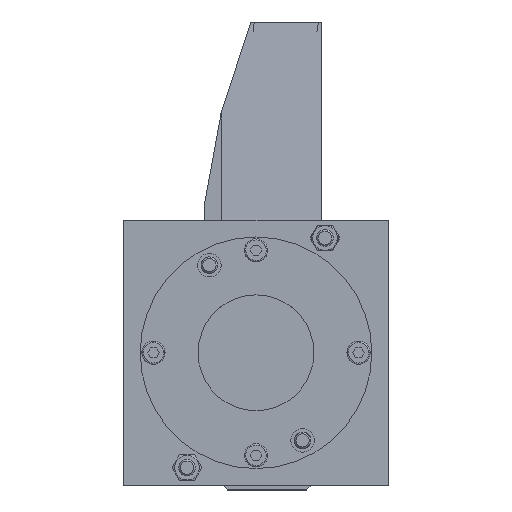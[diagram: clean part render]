
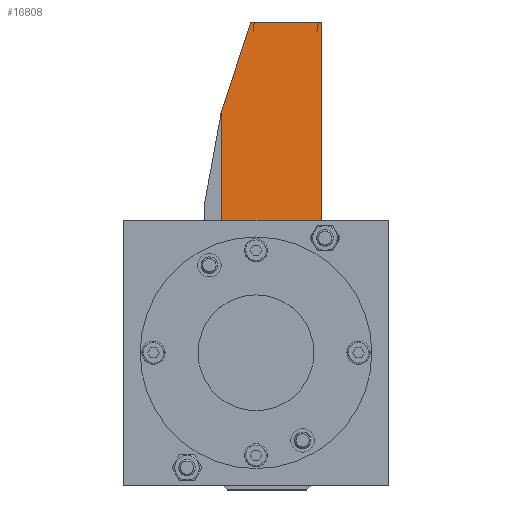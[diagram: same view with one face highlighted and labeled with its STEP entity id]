
A CAD part, top view. The second image highlights one B-rep face of the part: STEP entity #16808.
In plain terms, the highlighted planar face has unit normal (0, 0.083, 0.997).
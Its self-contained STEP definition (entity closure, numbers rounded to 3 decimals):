
#16 = ORIENTED_EDGE ( 'NONE', *, *, #27758, .F. ) ;
#797 = VECTOR ( 'NONE', #13166, 1000. ) ;
#1195 = CARTESIAN_POINT ( 'NONE',  ( -6.4, 24.875, 65.4 ) ) ;
#1255 = CARTESIAN_POINT ( 'NONE',  ( -6.4, 84.875, 60.4 ) ) ;
#1961 = VECTOR ( 'NONE', #28404, 1000. ) ;
#4461 = CARTESIAN_POINT ( 'NONE',  ( -6.4, 57.375, 62.692 ) ) ;
#5138 = VECTOR ( 'NONE', #18348, 1000. ) ;
#5533 = CARTESIAN_POINT ( 'NONE',  ( 24., 84.875, 60.4 ) ) ;
#6329 = CARTESIAN_POINT ( 'NONE',  ( -6.4, 24.875, 65.4 ) ) ;
#6469 = CARTESIAN_POINT ( 'NONE',  ( 2.6, 84.875, 60.4 ) ) ;
#6559 = CARTESIAN_POINT ( 'NONE',  ( 24., 84.875, 60.4 ) ) ;
#7895 = LINE ( 'NONE', #21552, #797 ) ;
#8346 = ORIENTED_EDGE ( 'NONE', *, *, #13384, .T. ) ;
#8879 = DIRECTION ( 'NONE',  ( 1., 0., 0. ) ) ;
#9474 = VECTOR ( 'NONE', #8879, 1000. ) ;
#9870 = LINE ( 'NONE', #6329, #9474 ) ;
#9909 = EDGE_CURVE ( 'NONE', #32082, #21795, #21278, .T. ) ;
#10397 = DIRECTION ( 'NONE',  ( 0., -0.997, 0.083 ) ) ;
#10933 = EDGE_CURVE ( 'NONE', #32082, #23226, #7895, .T. ) ;
#13166 = DIRECTION ( 'NONE',  ( -1., 0., 0. ) ) ;
#13384 = EDGE_CURVE ( 'NONE', #24160, #21795, #9870, .T. ) ;
#13447 = VERTEX_POINT ( 'NONE', #4461 ) ;
#15210 = CARTESIAN_POINT ( 'NONE',  ( 1.735, 82.231, 60.62 ) ) ;
#16808 = ADVANCED_FACE ( 'NONE', ( #18887 ), #22433, .T. ) ;
#17153 = EDGE_CURVE ( 'NONE', #13447, #24160, #21785, .T. ) ;
#18348 = DIRECTION ( 'NONE',  ( 0., -0.997, 0.083 ) ) ;
#18887 = FACE_OUTER_BOUND ( 'NONE', #22717, .T. ) ;
#19421 = DIRECTION ( 'NONE',  ( 0., -0.997, 0.083 ) ) ;
#19892 = DIRECTION ( 'NONE',  ( 0., 0.083, 0.997 ) ) ;
#21234 = ORIENTED_EDGE ( 'NONE', *, *, #10933, .T. ) ;
#21278 = LINE ( 'NONE', #5533, #32617 ) ;
#21552 = CARTESIAN_POINT ( 'NONE',  ( 24., 84.875, 60.4 ) ) ;
#21785 = LINE ( 'NONE', #23362, #5138 ) ;
#21795 = VERTEX_POINT ( 'NONE', #29477 ) ;
#22433 = PLANE ( 'NONE',  #27457 ) ;
#22717 = EDGE_LOOP ( 'NONE', ( #16, #31285, #8346, #31722, #21234 ) ) ;
#23226 = VERTEX_POINT ( 'NONE', #6469 ) ;
#23362 = CARTESIAN_POINT ( 'NONE',  ( -6.4, 84.875, 60.4 ) ) ;
#24160 = VERTEX_POINT ( 'NONE', #1195 ) ;
#27457 = AXIS2_PLACEMENT_3D ( 'NONE', #1255, #19892, #19421 ) ;
#27758 = EDGE_CURVE ( 'NONE', #13447, #23226, #34535, .T. ) ;
#28404 = DIRECTION ( 'NONE',  ( 0.31, 0.947, -0.079 ) ) ;
#29477 = CARTESIAN_POINT ( 'NONE',  ( 24., 24.875, 65.4 ) ) ;
#31285 = ORIENTED_EDGE ( 'NONE', *, *, #17153, .T. ) ;
#31722 = ORIENTED_EDGE ( 'NONE', *, *, #9909, .F. ) ;
#32082 = VERTEX_POINT ( 'NONE', #6559 ) ;
#32617 = VECTOR ( 'NONE', #10397, 1000. ) ;
#34535 = LINE ( 'NONE', #15210, #1961 ) ;
